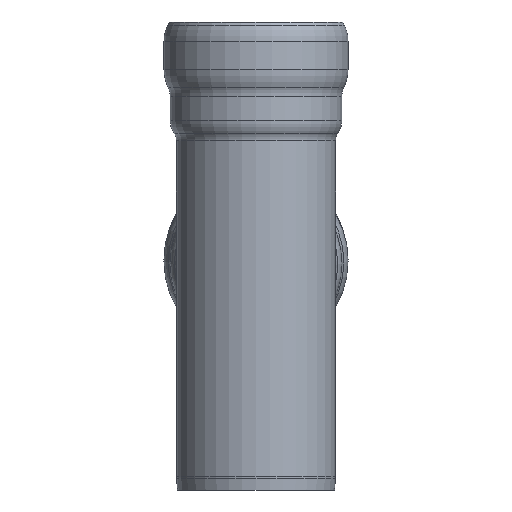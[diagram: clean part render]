
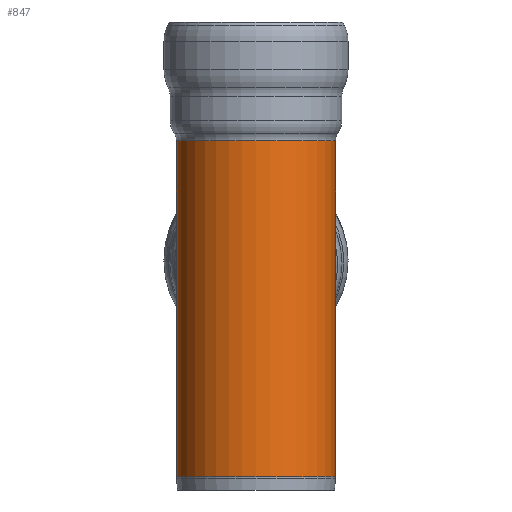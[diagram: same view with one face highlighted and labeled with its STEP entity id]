
A CAD part, left-side view. The second image highlights one B-rep face of the part: STEP entity #847.
In plain terms, the highlighted cylindrical face has radius 510 mm (diameter 1020 mm), a full revolution.
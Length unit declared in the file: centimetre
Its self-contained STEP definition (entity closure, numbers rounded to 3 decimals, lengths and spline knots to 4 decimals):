
#27=CYLINDRICAL_SURFACE('',#961,51.);
#47=CIRCLE('',#887,51.);
#48=CIRCLE('',#888,51.);
#92=CIRCLE('',#951,51.);
#93=CIRCLE('',#952,51.);
#189=FACE_OUTER_BOUND('',#240,.T.);
#240=EDGE_LOOP('',(#686,#687,#688,#689,#690,#691,#692,#693,#694,#695,#696,
#697));
#276=LINE('',#1554,#300);
#277=LINE('',#1555,#301);
#300=VECTOR('',#1224,51.);
#301=VECTOR('',#1225,51.);
#313=ELLIPSE('',#876,70.3085,51.);
#314=ELLIPSE('',#877,70.3085,51.);
#317=ELLIPSE('',#881,74.0897,51.);
#318=ELLIPSE('',#882,74.0897,51.);
#328=VERTEX_POINT('',#1382);
#329=VERTEX_POINT('',#1384);
#330=VERTEX_POINT('',#1386);
#333=VERTEX_POINT('',#1394);
#336=VERTEX_POINT('',#1402);
#337=VERTEX_POINT('',#1404);
#370=VERTEX_POINT('',#1507);
#371=VERTEX_POINT('',#1509);
#414=EDGE_CURVE('',#329,#328,#313,.T.);
#415=EDGE_CURVE('',#330,#329,#314,.T.);
#419=EDGE_CURVE('',#333,#330,#317,.T.);
#420=EDGE_CURVE('',#328,#333,#318,.T.);
#424=EDGE_CURVE('',#336,#337,#47,.T.);
#425=EDGE_CURVE('',#337,#336,#48,.T.);
#476=EDGE_CURVE('',#371,#370,#92,.T.);
#477=EDGE_CURVE('',#370,#371,#93,.T.);
#486=EDGE_CURVE('',#337,#329,#276,.T.);
#487=EDGE_CURVE('',#333,#371,#277,.T.);
#686=ORIENTED_EDGE('',*,*,#424,.F.);
#687=ORIENTED_EDGE('',*,*,#425,.F.);
#688=ORIENTED_EDGE('',*,*,#486,.T.);
#689=ORIENTED_EDGE('',*,*,#414,.T.);
#690=ORIENTED_EDGE('',*,*,#420,.T.);
#691=ORIENTED_EDGE('',*,*,#487,.T.);
#692=ORIENTED_EDGE('',*,*,#476,.T.);
#693=ORIENTED_EDGE('',*,*,#477,.T.);
#694=ORIENTED_EDGE('',*,*,#487,.F.);
#695=ORIENTED_EDGE('',*,*,#419,.T.);
#696=ORIENTED_EDGE('',*,*,#415,.T.);
#697=ORIENTED_EDGE('',*,*,#486,.F.);
#847=ADVANCED_FACE('',(#189),#27,.T.);
#876=AXIS2_PLACEMENT_3D('',#1385,#1041,#1042);
#877=AXIS2_PLACEMENT_3D('',#1387,#1043,#1044);
#881=AXIS2_PLACEMENT_3D('',#1395,#1052,#1053);
#882=AXIS2_PLACEMENT_3D('',#1396,#1054,#1055);
#887=AXIS2_PLACEMENT_3D('',#1405,#1064,#1065);
#888=AXIS2_PLACEMENT_3D('',#1406,#1066,#1067);
#951=AXIS2_PLACEMENT_3D('',#1510,#1199,#1200);
#952=AXIS2_PLACEMENT_3D('',#1511,#1201,#1202);
#961=AXIS2_PLACEMENT_3D('',#1553,#1222,#1223);
#1041=DIRECTION('center_axis',(-0.688,0.,
-0.725));
#1042=DIRECTION('ref_axis',(-0.725,0.,0.688));
#1043=DIRECTION('center_axis',(-0.688,0.,
-0.725));
#1044=DIRECTION('ref_axis',(-0.725,0.,0.688));
#1052=DIRECTION('center_axis',(-0.725,0.,
0.688));
#1053=DIRECTION('ref_axis',(-0.688,0.,-0.725));
#1054=DIRECTION('center_axis',(-0.725,0.,
0.688));
#1055=DIRECTION('ref_axis',(-0.688,0.,-0.725));
#1064=DIRECTION('center_axis',(0.,0.,-1.));
#1065=DIRECTION('ref_axis',(1.,0.,0.));
#1066=DIRECTION('center_axis',(0.,0.,-1.));
#1067=DIRECTION('ref_axis',(1.,0.,0.));
#1199=DIRECTION('center_axis',(0.,0.,-1.));
#1200=DIRECTION('ref_axis',(1.,0.,0.));
#1201=DIRECTION('center_axis',(0.,0.,-1.));
#1202=DIRECTION('ref_axis',(1.,0.,0.));
#1222=DIRECTION('center_axis',(0.,0.,-1.));
#1223=DIRECTION('ref_axis',(-1.,0.,0.));
#1224=DIRECTION('',(0.,0.,1.));
#1225=DIRECTION('',(0.,0.,1.));
#1382=CARTESIAN_POINT('',(103.5307,167.7728,0.));
#1384=CARTESIAN_POINT('',(154.5307,218.7728,-48.3972));
#1385=CARTESIAN_POINT('Origin',(103.5307,218.7728,0.));
#1386=CARTESIAN_POINT('',(103.5307,269.7728,0.));
#1387=CARTESIAN_POINT('Origin',(103.5307,218.7728,0.));
#1394=CARTESIAN_POINT('',(154.5307,218.7728,53.7428));
#1395=CARTESIAN_POINT('Origin',(103.5307,218.7728,0.));
#1396=CARTESIAN_POINT('Origin',(103.5307,218.7728,0.));
#1402=CARTESIAN_POINT('',(103.5307,167.7728,-131.5634));
#1404=CARTESIAN_POINT('',(154.5307,218.7728,-131.5634));
#1405=CARTESIAN_POINT('Origin',(103.5307,218.7728,-131.5634));
#1406=CARTESIAN_POINT('Origin',(103.5307,218.7728,-131.5634));
#1507=CARTESIAN_POINT('',(103.5307,167.7728,83.966));
#1509=CARTESIAN_POINT('',(154.5307,218.7728,83.966));
#1510=CARTESIAN_POINT('Origin',(103.5307,218.7728,83.966));
#1511=CARTESIAN_POINT('Origin',(103.5307,218.7728,83.966));
#1553=CARTESIAN_POINT('Origin',(103.5307,218.7728,-14.0607));
#1554=CARTESIAN_POINT('',(154.5307,218.7728,-14.0607));
#1555=CARTESIAN_POINT('',(154.5307,218.7728,-14.0607));
